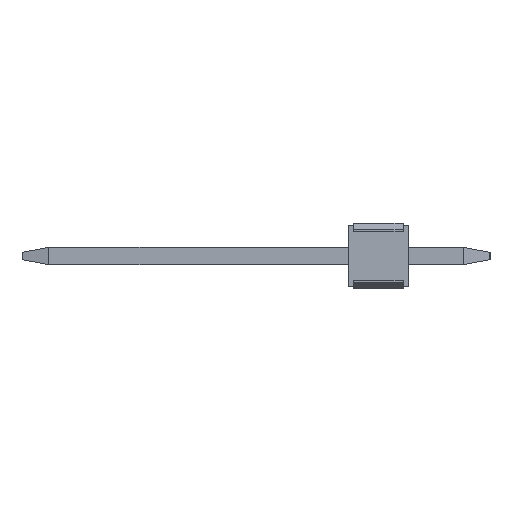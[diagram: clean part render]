
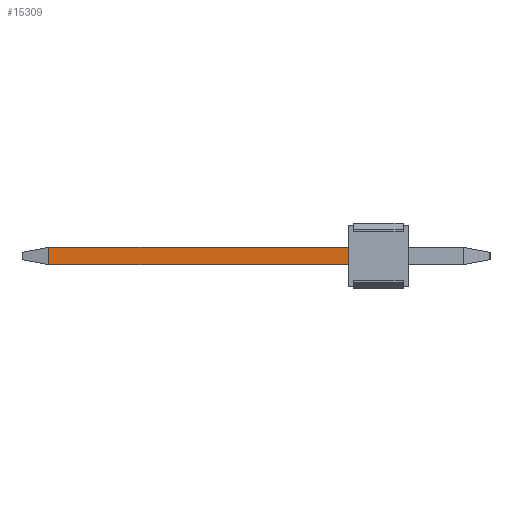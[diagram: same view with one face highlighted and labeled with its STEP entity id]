
A CAD part, left-side view. The second image highlights one B-rep face of the part: STEP entity #15309.
In plain terms, the highlighted planar face has unit normal (-1, 0, 0).
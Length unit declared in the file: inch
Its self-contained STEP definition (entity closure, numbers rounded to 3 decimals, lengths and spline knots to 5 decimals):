
#801=DIRECTION('',(0.,0.,-1.));
#802=VECTOR('',#801,0.026);
#803=CARTESIAN_POINT('',(-0.463,0.037,0.013));
#804=LINE('',#803,#802);
#5305=DIRECTION('',(0.,0.,-1.));
#5306=VECTOR('',#5305,0.026);
#5307=CARTESIAN_POINT('',(-0.463,0.493,0.013));
#5308=LINE('',#5307,#5306);
#5309=DIRECTION('',(0.,-1.,0.));
#5310=VECTOR('',#5309,0.456);
#5311=CARTESIAN_POINT('',(-0.463,0.493,0.013));
#5312=LINE('',#5311,#5310);
#5313=DIRECTION('',(0.,1.,0.));
#5314=VECTOR('',#5313,0.456);
#5315=CARTESIAN_POINT('',(-0.463,0.037,-0.013));
#5316=LINE('',#5315,#5314);
#6953=CARTESIAN_POINT('',(-0.463,0.037,0.013));
#6954=CARTESIAN_POINT('',(-0.463,0.037,-0.013));
#6955=VERTEX_POINT('',#6953);
#6956=VERTEX_POINT('',#6954);
#7134=CARTESIAN_POINT('',(-0.463,0.493,-0.013));
#7136=VERTEX_POINT('',#7134);
#7141=CARTESIAN_POINT('',(-0.463,0.493,0.013));
#7142=VERTEX_POINT('',#7141);
#15295=CARTESIAN_POINT('',(-0.463,0.,0.));
#15296=DIRECTION('',(1.,0.,0.));
#15297=DIRECTION('',(0.,0.,-1.));
#15298=AXIS2_PLACEMENT_3D('',#15295,#15296,#15297);
#15299=PLANE('',#15298);
#15301=ORIENTED_EDGE('',*,*,#15300,.F.);
#15303=ORIENTED_EDGE('',*,*,#15302,.T.);
#15304=ORIENTED_EDGE('',*,*,#7712,.T.);
#15306=ORIENTED_EDGE('',*,*,#15305,.T.);
#15307=EDGE_LOOP('',(#15301,#15303,#15304,#15306));
#15308=FACE_OUTER_BOUND('',#15307,.F.);
#15309=ADVANCED_FACE('',(#15308),#15299,.F.);
#7712=EDGE_CURVE('',#6955,#6956,#804,.T.);
#15300=EDGE_CURVE('',#7142,#7136,#5308,.T.);
#15302=EDGE_CURVE('',#7142,#6955,#5312,.T.);
#15305=EDGE_CURVE('',#6956,#7136,#5316,.T.);
